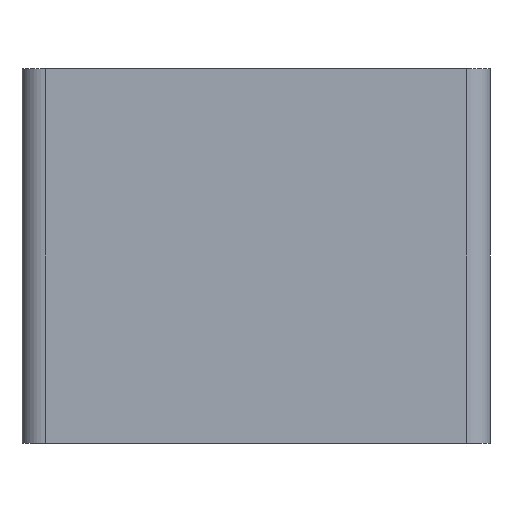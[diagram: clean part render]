
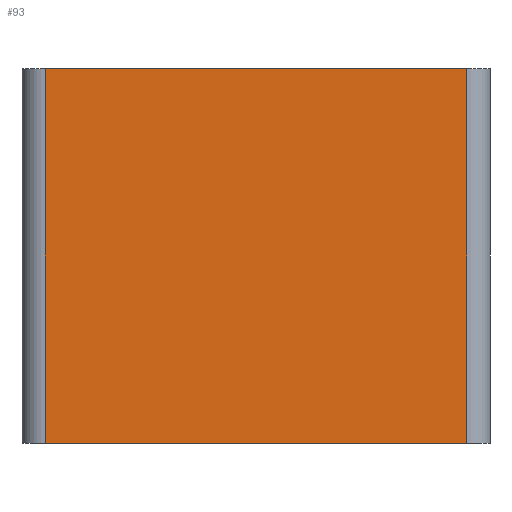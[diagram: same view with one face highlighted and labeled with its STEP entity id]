
A CAD part, front view. The second image highlights one B-rep face of the part: STEP entity #93.
In plain terms, the highlighted planar face has unit normal (0, -1, 0).
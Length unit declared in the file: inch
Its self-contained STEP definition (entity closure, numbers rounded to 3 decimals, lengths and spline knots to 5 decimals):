
#67=FACE_OUTER_BOUND('',#170,.T.);
#93=ADVANCED_FACE('',(#67),#130,.F.);
#130=PLANE('',#606);
#170=EDGE_LOOP('',(#270,#271,#272,#273));
#270=ORIENTED_EDGE('',*,*,#467,.T.);
#271=ORIENTED_EDGE('',*,*,#468,.T.);
#272=ORIENTED_EDGE('',*,*,#448,.F.);
#273=ORIENTED_EDGE('',*,*,#469,.T.);
#396=VERTEX_POINT('',#853);
#397=VERTEX_POINT('',#854);
#414=VERTEX_POINT('',#892);
#415=VERTEX_POINT('',#893);
#448=EDGE_CURVE('',#396,#397,#521,.T.);
#467=EDGE_CURVE('',#414,#415,#532,.T.);
#468=EDGE_CURVE('',#415,#397,#533,.T.);
#469=EDGE_CURVE('',#396,#414,#534,.T.);
#521=LINE('',#852,#558);
#532=LINE('',#891,#569);
#533=LINE('',#894,#570);
#534=LINE('',#895,#571);
#558=VECTOR('',#670,1.);
#569=VECTOR('',#701,1.);
#570=VECTOR('',#702,1.);
#571=VECTOR('',#703,1.);
#606=AXIS2_PLACEMENT_3D('',#896,#704,#705);
#670=DIRECTION('',(1.,0.,0.));
#701=DIRECTION('',(1.,0.,0.));
#702=DIRECTION('',(0.,0.,1.));
#703=DIRECTION('',(0.,0.,-1.));
#704=DIRECTION('',(0.,1.,0.));
#705=DIRECTION('',(0.,0.,1.));
#852=CARTESIAN_POINT('',(0.,0.,4.));
#853=CARTESIAN_POINT('',(0.25,0.,4.));
#854=CARTESIAN_POINT('',(4.75,0.,4.));
#891=CARTESIAN_POINT('',(0.,0.,0.));
#892=CARTESIAN_POINT('',(0.25,0.,0.));
#893=CARTESIAN_POINT('',(4.75,0.,0.));
#894=CARTESIAN_POINT('',(4.75,0.,4.));
#895=CARTESIAN_POINT('',(0.25,0.,4.));
#896=CARTESIAN_POINT('',(0.,0.,4.));
